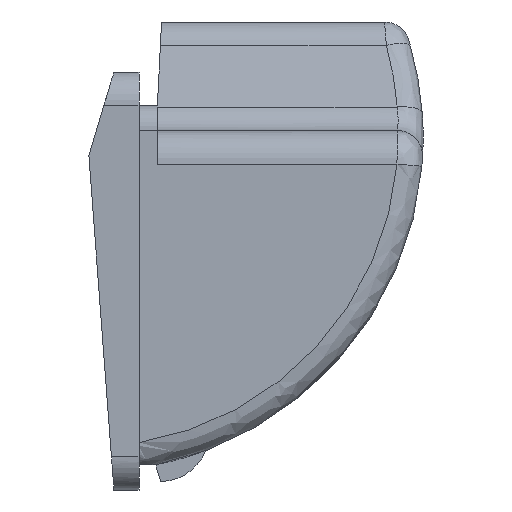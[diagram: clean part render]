
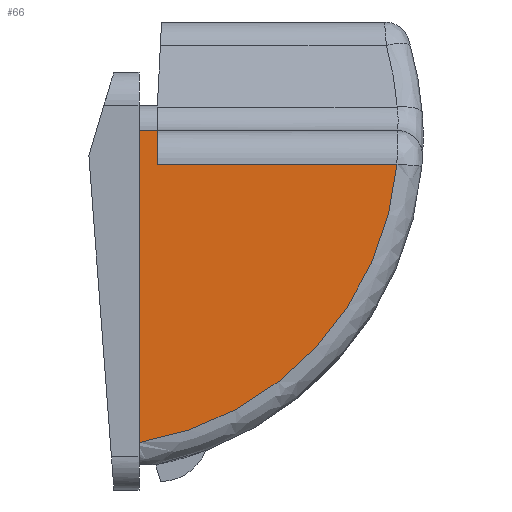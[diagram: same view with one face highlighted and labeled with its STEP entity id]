
A CAD part, front view. The second image highlights one B-rep face of the part: STEP entity #66.
In plain terms, the highlighted planar face has unit normal (0, -1, 0).
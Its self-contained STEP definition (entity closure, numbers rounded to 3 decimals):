
#66=ADVANCED_FACE('',(#366),#365,.T.);
#365=PLANE('',#1089);
#366=FACE_OUTER_BOUND('',#1090,.T.);
#1086=CARTESIAN_POINT('',(0.876,-48.5,11.116));
#1087=DIRECTION('',(0.,-1.,0.));
#1088=DIRECTION('',(0.,0.,-1.));
#1089=AXIS2_PLACEMENT_3D('',#1086,#1087,#1088);
#1090=EDGE_LOOP('',(#1423,#1424,#1425,#1426,#1427));
#1423=ORIENTED_EDGE('',*,*,#1698,.F.);
#1424=ORIENTED_EDGE('',*,*,#1703,.T.);
#1425=ORIENTED_EDGE('',*,*,#1675,.T.);
#1426=ORIENTED_EDGE('',*,*,#1717,.T.);
#1427=ORIENTED_EDGE('',*,*,#1682,.T.);
#1675=EDGE_CURVE('',#2222,#2223,#2224,.T.);
#1682=EDGE_CURVE('',#2251,#2265,#2272,.T.);
#1698=EDGE_CURVE('',#2370,#2265,#2377,.T.);
#1703=EDGE_CURVE('',#2370,#2222,#2407,.T.);
#1717=EDGE_CURVE('',#2223,#2251,#2498,.T.);
#2222=VERTEX_POINT('',#3232);
#2223=VERTEX_POINT('',#3233);
#2224=LINE('',#3234,#3235);
#2251=VERTEX_POINT('',#3261);
#2265=VERTEX_POINT('',#3270);
#2272=LINE('',#3275,#3276);
#2370=VERTEX_POINT('',#3341);
#2377=LINE('',#3352,#3353);
#2407=CIRCLE('',#3376,18.5);
#2498=LINE('',#3440,#3441);
#3232=CARTESIAN_POINT('',(17.85,-48.5,7.25));
#3233=CARTESIAN_POINT('',(3.519,-48.5,7.25));
#3234=CARTESIAN_POINT('',(17.85,-48.5,7.25));
#3235=VECTOR('',#3236,14.331);
#3236=DIRECTION('',(-1.,0.,0.));
#3261=CARTESIAN_POINT('',(3.519,-48.5,9.25));
#3270=CARTESIAN_POINT('',(2.419,-48.5,9.25));
#3275=CARTESIAN_POINT('',(3.519,-48.5,9.25));
#3276=VECTOR('',#3277,1.1);
#3277=DIRECTION('',(-1.,0.,0.));
#3341=CARTESIAN_POINT('',(2.419,-48.5,-9.409));
#3352=CARTESIAN_POINT('',(2.419,-48.5,-9.409));
#3353=VECTOR('',#3354,18.659);
#3354=DIRECTION('',(0.,0.,1.));
#3373=CARTESIAN_POINT('',(-0.581,-48.5,8.846));
#3374=DIRECTION('',(0.,-1.,0.));
#3375=DIRECTION('',(0.,0.,1.));
#3376=AXIS2_PLACEMENT_3D('',#3373,#3374,#3375);
#3440=CARTESIAN_POINT('',(3.519,-48.5,7.25));
#3441=VECTOR('',#3442,2.);
#3442=DIRECTION('',(0.,0.,1.));
